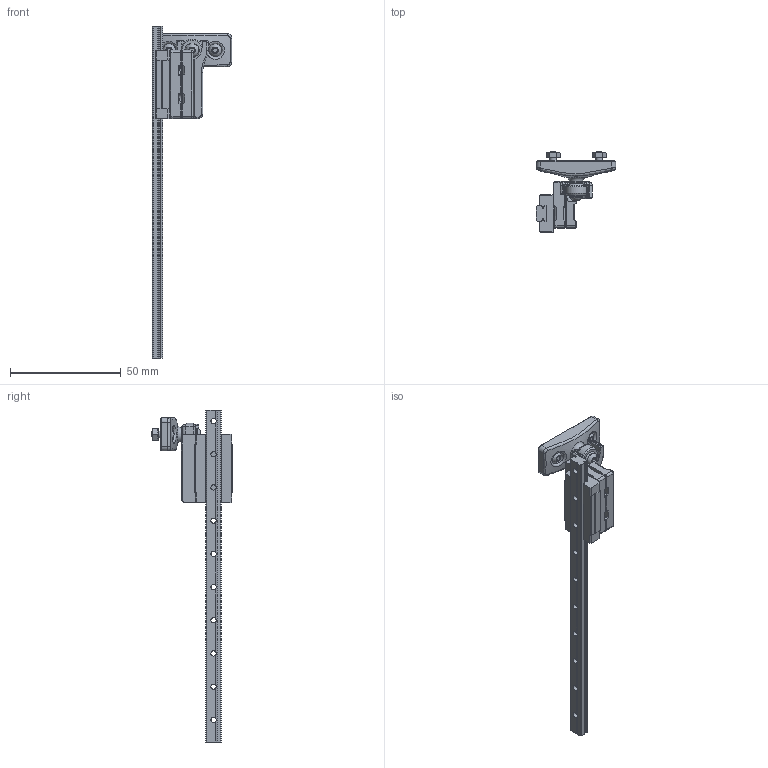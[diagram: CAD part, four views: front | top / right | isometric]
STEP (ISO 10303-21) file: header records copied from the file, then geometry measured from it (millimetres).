
FILE_DESCRIPTION(/* description */ (''),/* implementation_level */ '2;1');
FILE_NAME(/* name */ 'Joint - Front v3 v3.step',/* time_stamp */ '2023-07-15T21:14:26-07:00',/* author */ (''),/* organization */ (''),/* preprocessor_version */ 'ST-DEVELOPER v19.2',/* originating_system */ 'Autodesk Translation Framework v12.6.0.85',/* authorisation */ '');
FILE_SCHEMA (('AUTOMOTIVE_DESIGN { 1 0 10303 214 3 1 1 }'));
Length unit declared in the file: millimetre
Products named in the file (17): Joint - Front v3; z_joint_front; [a]_z_joint_front1; bed_mount_front_x2; Hardware (16); LZE01-MGN7H-L150-NM-Z0 v4 (1); LZE01-MGN7H-N-Z0_2 (2); LZE01-MGN7H-150-NM-Z0_1 (2); KGLM-03 v4; KGLM-03_1; KGLM-03; M3 Hex Nut v4 (13); M2x6 SHCS v2; M3x6 BHCS v4 (6); M3x8 BHCS v2 (9); M3x16 BHCS v2; M3 Threaded Insert v3 (8)
Assembly tree (22 placements, depth 4):
  Joint - Front v3
    z_joint_front
    [a]_z_joint_front1
    bed_mount_front_x2
    Hardware (16)
      LZE01-MGN7H-L150-NM-Z0 v4 (1)
        LZE01-MGN7H-N-Z0_2 (2)
        LZE01-MGN7H-150-NM-Z0_1 (2)
      KGLM-03 v4
        KGLM-03_1
        KGLM-03
      M3 Hex Nut v4 (13)  x2
      M2x6 SHCS v2  x4
      M3x6 BHCS v4 (6)
      M3x8 BHCS v2 (9)  x2
      M3x16 BHCS v2
      M3 Threaded Insert v3 (8)  x2
Bounding box: 35.9 x 36.5 x 150 mm (x, y, z)
Volume: 17354.9 mm3; surface area: 14015.3 mm2
Topology: 14 solids, 14 shells, 863 faces, 2271 edges, 1453 vertices
Faces by surface type: plane 341, cylinder 220, bspline 186, cone 101, torus 9, sphere 6
Full cylindrical faces by diameter (mm): 1.567 x4, 2.4 x12, 2.9 x2, 3 x6, 3.4 x5, 4.2 x12, 4.25 x2, 4.6 x2, 4.7 x2, 5.7 x3, 6 x4, 10 x1
Entity records: 25304 total; most frequent: CARTESIAN_POINT 7912, ORIENTED_EDGE 3704, DIRECTION 3274, EDGE_CURVE 1852, AXIS2_PLACEMENT_3D 1188, VERTEX_POINT 1185, LINE 898, VECTOR 898
